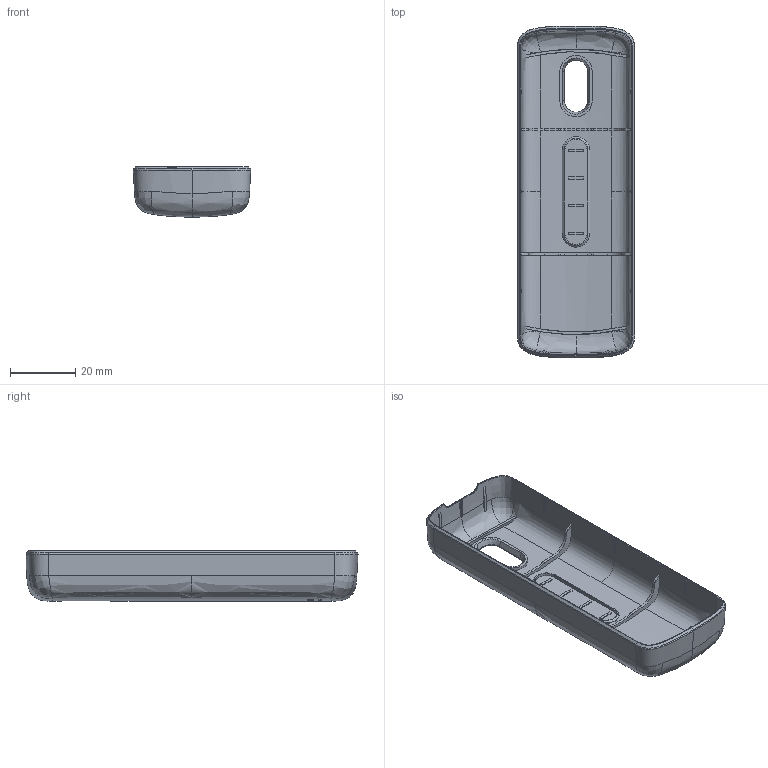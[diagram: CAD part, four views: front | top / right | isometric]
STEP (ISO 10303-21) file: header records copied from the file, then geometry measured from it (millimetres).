
FILE_DESCRIPTION (( 'STEP AP214' ), '1' );
FILE_NAME ('FD_1842302-C_Rear-Cover.STEP', '2021-01-26T18:58:23', ( '' ), ( '' ), 'SwSTEP 2.0', 'SolidWorks 2019', '' );
FILE_SCHEMA (( 'AUTOMOTIVE_DESIGN' ));
Length unit declared in the file: inch
Products named in the file (1): FD_1842302-C_Rear-Cover
Bounding box: 35.97 x 101.65 x 15.37 mm (x, y, z)
Surface area: 13310.7 mm2 (no closed solid volume)
Topology: 0 solids, 29 shells, 323 faces, 1068 edges, 782 vertices
Faces by surface type: bspline 136, cylinder 109, plane 68, cone 8, sphere 2
Entity records: 29098 total; most frequent: CARTESIAN_POINT 21326, ORIENTED_EDGE 1818, DIRECTION 1104, EDGE_CURVE 1068, VERTEX_POINT 782, B_SPLINE_CURVE_WITH_KNOTS 479, AXIS2_PLACEMENT_3D 409, EDGE_LOOP 342
